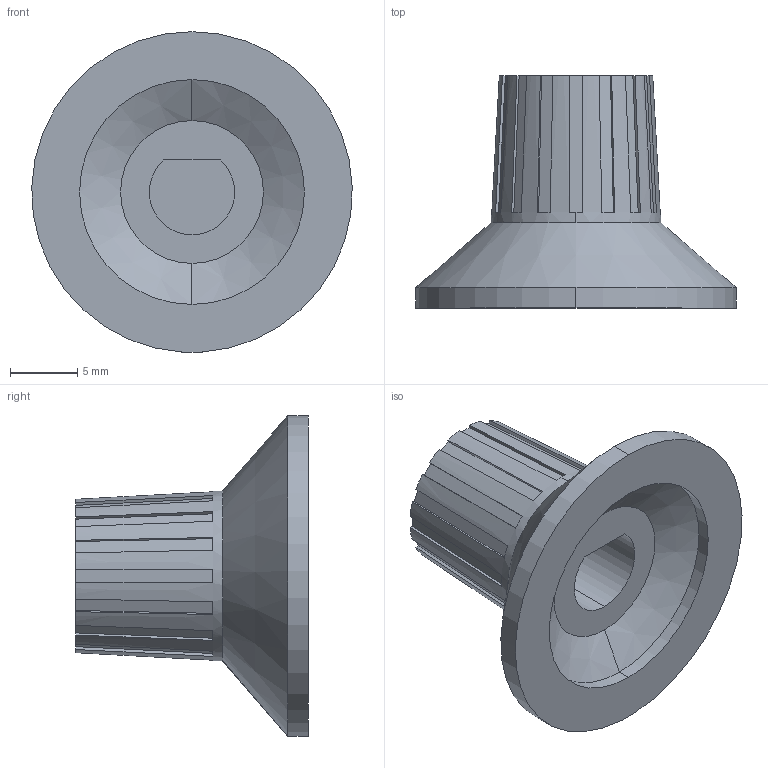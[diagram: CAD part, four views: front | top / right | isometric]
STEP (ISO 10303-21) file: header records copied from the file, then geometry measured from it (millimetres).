
FILE_DESCRIPTION (( 'STEP AP214' ), '1' );
FILE_NAME ('81DEFAU12021445189430.step', '2005-12-02T19:45:19', ( 'SysAdmin' ), ( 'SolidWorks' ), 'SwSTEP 2.0', 'SolidWorks 2005254', '' );
FILE_SCHEMA (( 'AUTOMOTIVE_DESIGN' ));
Length unit declared in the file: inch
Products named in the file (1): 81DEFAU12021445189430
Bounding box: 23.8 x 17.27 x 23.81 mm (x, y, z)
Volume: 2467.9 mm3; surface area: 1830.7 mm2
Topology: 1 solids, 1 shells, 92 faces, 252 edges, 166 vertices
Faces by surface type: plane 77, cylinder 10, cone 5
Entity records: 4189 total; most frequent: CARTESIAN_POINT 637, ORIENTED_EDGE 504, DIRECTION 464, EDGE_CURVE 252, VERTEX_POINT 166, VECTOR 158, LINE 158, AXIS2_PLACEMENT_3D 153
